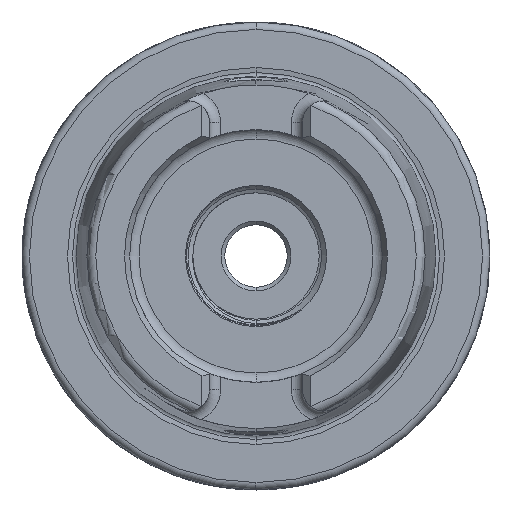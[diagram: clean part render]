
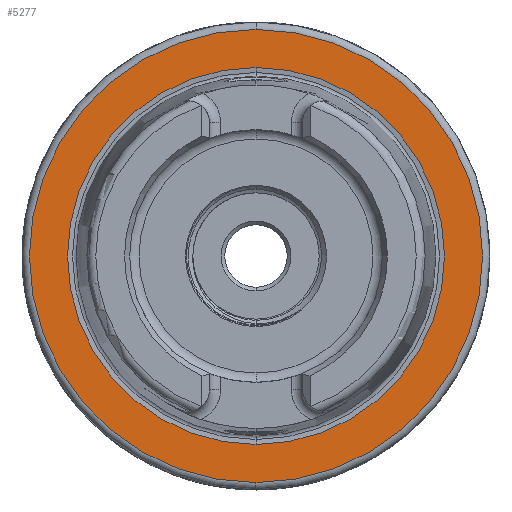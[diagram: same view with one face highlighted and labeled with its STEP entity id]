
A CAD part, left-side view. The second image highlights one B-rep face of the part: STEP entity #5277.
In plain terms, the highlighted planar face has unit normal (-1, 0, 0).
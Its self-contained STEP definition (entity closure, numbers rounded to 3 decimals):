
#718 = CARTESIAN_POINT ( 'NONE',  ( 0., 0., 25.369 ) ) ;
#719 = CARTESIAN_POINT ( 'NONE',  ( 0., 0., -25.369 ) ) ;
#722 = CARTESIAN_POINT ( 'NONE',  ( 0., 0., 30.5 ) ) ;
#723 = CARTESIAN_POINT ( 'NONE',  ( 0., 0., -30.5 ) ) ;
#2608 = EDGE_LOOP ( 'NONE', ( #12968, #12969 ) ) ;
#2612 = EDGE_LOOP ( 'NONE', ( #12971, #12970 ) ) ;
#2954 = AXIS2_PLACEMENT_3D ( 'NONE', #9937, #9938, #9939 ) ;
#5277 = ADVANCED_FACE ( 'NONE', ( #13518, #13524 ), #21005, .T. ) ;
#5334 = EDGE_CURVE ( 'NONE', #17380, #17379, #5773, .T. ) ;
#5335 = EDGE_CURVE ( 'NONE', #17384, #17383, #5774, .T. ) ;
#5773 = CIRCLE ( 'NONE', #6695, 25.369 ) ;
#5774 = CIRCLE ( 'NONE', #6696, 30.5 ) ;
#5912 = CIRCLE ( 'NONE', #14285, 25.369 ) ;
#5915 = CIRCLE ( 'NONE', #2954, 30.5 ) ;
#6695 = AXIS2_PLACEMENT_3D ( 'NONE', #18375, #18376, #18377 ) ;
#6696 = AXIS2_PLACEMENT_3D ( 'NONE', #18378, #18379, #18380 ) ;
#7549 = EDGE_CURVE ( 'NONE', #17379, #17380, #5912, .T. ) ;
#7553 = EDGE_CURVE ( 'NONE', #17383, #17384, #5915, .T. ) ;
#9922 = CARTESIAN_POINT ( 'NONE',  ( 0., 0., 0. ) ) ;
#9926 = DIRECTION ( 'NONE',  ( 1., 0., 0. ) ) ;
#9927 = DIRECTION ( 'NONE',  ( 0., 0., -1. ) ) ;
#9937 = CARTESIAN_POINT ( 'NONE',  ( 0., 0., 0. ) ) ;
#9938 = DIRECTION ( 'NONE',  ( -1., 0., 0. ) ) ;
#9939 = DIRECTION ( 'NONE',  ( 0., 0., 1. ) ) ;
#12968 = ORIENTED_EDGE ( 'NONE', *, *, #7553, .T. ) ;
#12969 = ORIENTED_EDGE ( 'NONE', *, *, #5335, .T. ) ;
#12970 = ORIENTED_EDGE ( 'NONE', *, *, #5334, .T. ) ;
#12971 = ORIENTED_EDGE ( 'NONE', *, *, #7549, .T. ) ;
#13518 = FACE_OUTER_BOUND ( 'NONE', #2608, .T. ) ;
#13524 = FACE_BOUND ( 'NONE', #2612, .T. ) ;
#13529 = AXIS2_PLACEMENT_3D ( 'NONE', #21006, #21007, #21008 ) ;
#14285 = AXIS2_PLACEMENT_3D ( 'NONE', #9922, #9926, #9927 ) ;
#17379 = VERTEX_POINT ( 'NONE', #718 ) ;
#17380 = VERTEX_POINT ( 'NONE', #719 ) ;
#17383 = VERTEX_POINT ( 'NONE', #722 ) ;
#17384 = VERTEX_POINT ( 'NONE', #723 ) ;
#18375 = CARTESIAN_POINT ( 'NONE',  ( 0., 0., 0. ) ) ;
#18376 = DIRECTION ( 'NONE',  ( 1., 0., 0. ) ) ;
#18377 = DIRECTION ( 'NONE',  ( 0., 0., -1. ) ) ;
#18378 = CARTESIAN_POINT ( 'NONE',  ( 0., 0., 0. ) ) ;
#18379 = DIRECTION ( 'NONE',  ( -1., 0., 0. ) ) ;
#18380 = DIRECTION ( 'NONE',  ( 0., 0., 1. ) ) ;
#21005 = PLANE ( 'NONE',  #13529 ) ;
#21006 = CARTESIAN_POINT ( 'NONE',  ( 0., 25.369, 0. ) ) ;
#21007 = DIRECTION ( 'NONE',  ( -1., 0., 0. ) ) ;
#21008 = DIRECTION ( 'NONE',  ( 0., 0., 1. ) ) ;
